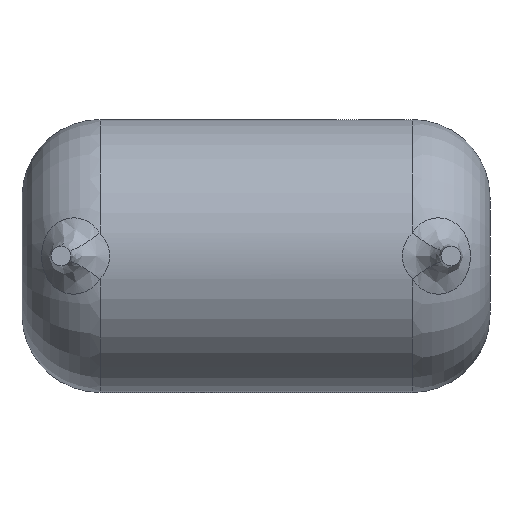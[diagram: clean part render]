
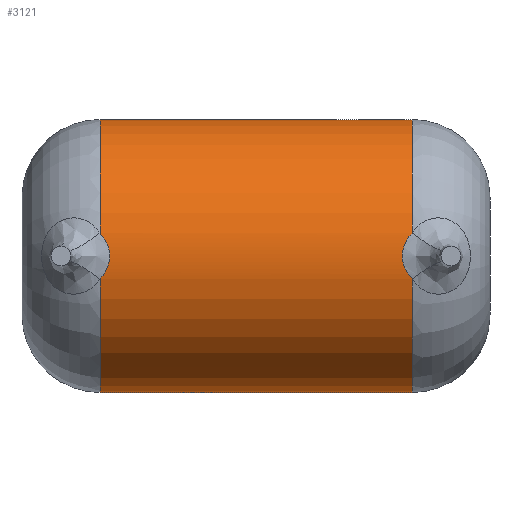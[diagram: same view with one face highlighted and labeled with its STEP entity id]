
A CAD part, front view. The second image highlights one B-rep face of the part: STEP entity #3121.
In plain terms, the highlighted cylindrical face has radius 7 mm (diameter 14 mm), a partial arc.
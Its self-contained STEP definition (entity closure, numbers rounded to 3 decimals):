
#17 = CARTESIAN_POINT ( 'NONE',  ( 7.549, 4.011, -0.436 ) ) ;
#221 = DIRECTION ( 'NONE',  ( -1., 0., 0. ) ) ;
#272 = CARTESIAN_POINT ( 'NONE',  ( 8., 11., 7. ) ) ;
#357 = CARTESIAN_POINT ( 'NONE',  ( 8., 11., 0. ) ) ;
#374 = EDGE_CURVE ( 'NONE', #625, #5732, #4657, .T. ) ;
#412 = CARTESIAN_POINT ( 'NONE',  ( 7.849, 4.071, 1.01 ) ) ;
#449 = CARTESIAN_POINT ( 'NONE',  ( 7.849, 4.071, -1.01 ) ) ;
#550 = CARTESIAN_POINT ( 'NONE',  ( 7.5, 4., -0.22 ) ) ;
#575 = CARTESIAN_POINT ( 'NONE',  ( -7.549, 4.011, 0.436 ) ) ;
#625 = VERTEX_POINT ( 'NONE', #1523 ) ;
#706 = CARTESIAN_POINT ( 'NONE',  ( -8., 11., 7. ) ) ;
#778 = DIRECTION ( 'NONE',  ( 1., 0., 0. ) ) ;
#858 = VECTOR ( 'NONE', #778, 1000. ) ;
#1088 = CARTESIAN_POINT ( 'NONE',  ( -8., 4.098, -1.167 ) ) ;
#1124 = ORIENTED_EDGE ( 'NONE', *, *, #2139, .T. ) ;
#1146 = EDGE_CURVE ( 'NONE', #5732, #3904, #1487, .T. ) ;
#1253 = DIRECTION ( 'NONE',  ( 0., 0., 1. ) ) ;
#1319 = VECTOR ( 'NONE', #5811, 1000. ) ;
#1325 = B_SPLINE_CURVE_WITH_KNOTS ( 'NONE', 3,
 ( #2387, #4508, #6054, #575, #4479, #2575, #2119, #1505, #4082, #4974 ),
 .UNSPECIFIED., .F., .F.,
 ( 4, 2, 2, 2, 4 ),
 ( 0., 0.001, 0.001, 0.002, 0.003 ),
 .UNSPECIFIED. ) ;
#1478 = CARTESIAN_POINT ( 'NONE',  ( 8., 4.098, 1.167 ) ) ;
#1487 = CIRCLE ( 'NONE', #4827, 7. ) ;
#1505 = CARTESIAN_POINT ( 'NONE',  ( -7.725, 4.047, -0.833 ) ) ;
#1523 = CARTESIAN_POINT ( 'NONE',  ( -8., 11., -7. ) ) ;
#1651 = ORIENTED_EDGE ( 'NONE', *, *, #2030, .T. ) ;
#1724 = ORIENTED_EDGE ( 'NONE', *, *, #5191, .F. ) ;
#1799 = AXIS2_PLACEMENT_3D ( 'NONE', #4339, #6234, #1253 ) ;
#1841 = LINE ( 'NONE', #5320, #1319 ) ;
#1870 = DIRECTION ( 'NONE',  ( 0., 0., -1. ) ) ;
#2030 = EDGE_CURVE ( 'NONE', #5928, #625, #2442, .T. ) ;
#2064 = ORIENTED_EDGE ( 'NONE', *, *, #4994, .T. ) ;
#2119 = CARTESIAN_POINT ( 'NONE',  ( -7.547, 4.01, -0.432 ) ) ;
#2139 = EDGE_CURVE ( 'NONE', #5106, #2825, #5771, .T. ) ;
#2387 = CARTESIAN_POINT ( 'NONE',  ( -8., 4.098, 1.167 ) ) ;
#2442 = CIRCLE ( 'NONE', #1799, 7. ) ;
#2499 = EDGE_CURVE ( 'NONE', #4844, #3613, #3876, .T. ) ;
#2513 = CARTESIAN_POINT ( 'NONE',  ( 7.547, 4.01, 0.432 ) ) ;
#2522 = AXIS2_PLACEMENT_3D ( 'NONE', #357, #221, #4756 ) ;
#2554 = CARTESIAN_POINT ( 'NONE',  ( -8., 11., 0. ) ) ;
#2575 = CARTESIAN_POINT ( 'NONE',  ( -7.5, 4., -0.219 ) ) ;
#2599 = ORIENTED_EDGE ( 'NONE', *, *, #5364, .T. ) ;
#2676 = CARTESIAN_POINT ( 'NONE',  ( 8., 4.098, 1.167 ) ) ;
#2825 = VERTEX_POINT ( 'NONE', #6482 ) ;
#3121 = ADVANCED_FACE ( 'NONE', ( #5446 ), #4851, .T. ) ;
#3166 = B_SPLINE_CURVE_WITH_KNOTS ( 'NONE', 3,
 ( #4980, #449, #4913, #17, #550, #3988, #2513, #3433, #412, #1478 ),
 .UNSPECIFIED., .F., .F.,
 ( 4, 2, 2, 2, 4 ),
 ( 0., 0.001, 0.001, 0.002, 0.003 ),
 .UNSPECIFIED. ) ;
#3195 = CARTESIAN_POINT ( 'NONE',  ( 8., 11., 0. ) ) ;
#3433 = CARTESIAN_POINT ( 'NONE',  ( 7.725, 4.047, 0.833 ) ) ;
#3613 = VERTEX_POINT ( 'NONE', #272 ) ;
#3829 = DIRECTION ( 'NONE',  ( -1., 0., 0. ) ) ;
#3858 = CARTESIAN_POINT ( 'NONE',  ( 8., 11., -7. ) ) ;
#3876 = CIRCLE ( 'NONE', #2522, 7. ) ;
#3904 = VERTEX_POINT ( 'NONE', #4689 ) ;
#3988 = CARTESIAN_POINT ( 'NONE',  ( 7.5, 4., 0.219 ) ) ;
#4063 = DIRECTION ( 'NONE',  ( 1., 0., 0. ) ) ;
#4082 = CARTESIAN_POINT ( 'NONE',  ( -7.849, 4.071, -1.01 ) ) ;
#4206 = AXIS2_PLACEMENT_3D ( 'NONE', #4454, #6485, #1870 ) ;
#4339 = CARTESIAN_POINT ( 'NONE',  ( -8., 11., 0. ) ) ;
#4454 = CARTESIAN_POINT ( 'NONE',  ( -12., 11., 0. ) ) ;
#4479 = CARTESIAN_POINT ( 'NONE',  ( -7.5, 4., 0.22 ) ) ;
#4508 = CARTESIAN_POINT ( 'NONE',  ( -7.849, 4.071, 1.01 ) ) ;
#4552 = DIRECTION ( 'NONE',  ( 0., 0., 1. ) ) ;
#4657 = LINE ( 'NONE', #4724, #858 ) ;
#4689 = CARTESIAN_POINT ( 'NONE',  ( 8., 4.098, -1.167 ) ) ;
#4722 = ORIENTED_EDGE ( 'NONE', *, *, #1146, .T. ) ;
#4724 = CARTESIAN_POINT ( 'NONE',  ( -12., 11., -7. ) ) ;
#4756 = DIRECTION ( 'NONE',  ( 0., 0., 1. ) ) ;
#4827 = AXIS2_PLACEMENT_3D ( 'NONE', #3195, #3829, #5736 ) ;
#4844 = VERTEX_POINT ( 'NONE', #2676 ) ;
#4851 = CYLINDRICAL_SURFACE ( 'NONE', #4206, 7. ) ;
#4913 = CARTESIAN_POINT ( 'NONE',  ( 7.726, 4.047, -0.835 ) ) ;
#4974 = CARTESIAN_POINT ( 'NONE',  ( -8., 4.098, -1.167 ) ) ;
#4980 = CARTESIAN_POINT ( 'NONE',  ( 8., 4.098, -1.167 ) ) ;
#4994 = EDGE_CURVE ( 'NONE', #2825, #5928, #1325, .T. ) ;
#5106 = VERTEX_POINT ( 'NONE', #706 ) ;
#5175 = EDGE_LOOP ( 'NONE', ( #4722, #2599, #5401, #1724, #1124, #2064, #1651, #6204 ) ) ;
#5191 = EDGE_CURVE ( 'NONE', #5106, #3613, #1841, .T. ) ;
#5320 = CARTESIAN_POINT ( 'NONE',  ( -12., 11., 7. ) ) ;
#5364 = EDGE_CURVE ( 'NONE', #3904, #4844, #3166, .T. ) ;
#5401 = ORIENTED_EDGE ( 'NONE', *, *, #2499, .T. ) ;
#5446 = FACE_OUTER_BOUND ( 'NONE', #5175, .T. ) ;
#5482 = AXIS2_PLACEMENT_3D ( 'NONE', #2554, #4063, #4552 ) ;
#5732 = VERTEX_POINT ( 'NONE', #3858 ) ;
#5736 = DIRECTION ( 'NONE',  ( 0., 0., 1. ) ) ;
#5771 = CIRCLE ( 'NONE', #5482, 7. ) ;
#5811 = DIRECTION ( 'NONE',  ( 1., 0., 0. ) ) ;
#5928 = VERTEX_POINT ( 'NONE', #1088 ) ;
#6054 = CARTESIAN_POINT ( 'NONE',  ( -7.726, 4.047, 0.835 ) ) ;
#6204 = ORIENTED_EDGE ( 'NONE', *, *, #374, .T. ) ;
#6234 = DIRECTION ( 'NONE',  ( 1., 0., 0. ) ) ;
#6482 = CARTESIAN_POINT ( 'NONE',  ( -8., 4.098, 1.167 ) ) ;
#6485 = DIRECTION ( 'NONE',  ( 1., 0., 0. ) ) ;
